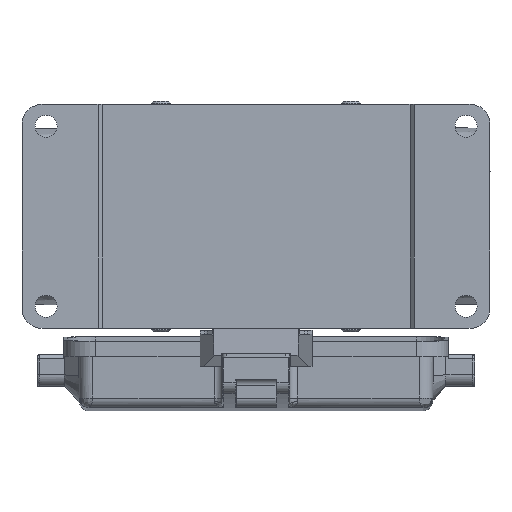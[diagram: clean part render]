
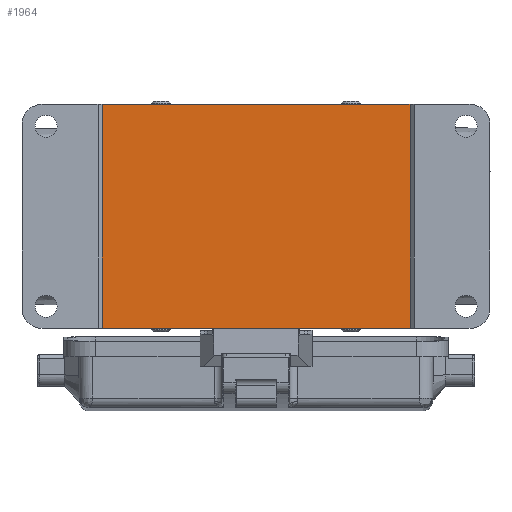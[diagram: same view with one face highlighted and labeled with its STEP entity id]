
A CAD part, front view. The second image highlights one B-rep face of the part: STEP entity #1964.
In plain terms, the highlighted planar face has unit normal (0, -1, 0).
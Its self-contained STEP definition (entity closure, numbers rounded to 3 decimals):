
#1964=ADVANCED_FACE('NONE',(#2943),#2401,.F.);
#2401=PLANE('',#12956);
#2943=FACE_OUTER_BOUND('',#3664,.T.);
#3664=EDGE_LOOP('',(#6248,#6249,#6250,#6251));
#6248=ORIENTED_EDGE('',*,*,#9956,.F.);
#6249=ORIENTED_EDGE('',*,*,#9957,.T.);
#6250=ORIENTED_EDGE('',*,*,#9958,.F.);
#6251=ORIENTED_EDGE('',*,*,#9959,.T.);
#8413=VERTEX_POINT('',#22245);
#8414=VERTEX_POINT('',#22246);
#8415=VERTEX_POINT('',#22248);
#8416=VERTEX_POINT('',#22250);
#9956=EDGE_CURVE('NONE',#8413,#8414,#11113,.T.);
#9957=EDGE_CURVE('NONE',#8413,#8415,#11114,.T.);
#9958=EDGE_CURVE('NONE',#8416,#8415,#11115,.T.);
#9959=EDGE_CURVE('NONE',#8416,#8414,#11116,.T.);
#11113=LINE('',#22244,#11967);
#11114=LINE('',#22247,#11968);
#11115=LINE('',#22249,#11969);
#11116=LINE('',#22251,#11970);
#11967=VECTOR('',#15406,1.);
#11968=VECTOR('',#15407,1.);
#11969=VECTOR('',#15408,1.);
#11970=VECTOR('',#15409,1.);
#12956=AXIS2_PLACEMENT_3D('',#22252,#15410,#15411);
#15406=DIRECTION('',(1.,0.,0.));
#15407=DIRECTION('',(0.,0.,-1.));
#15408=DIRECTION('',(-1.,0.,0.));
#15409=DIRECTION('',(0.,0.,1.));
#15410=DIRECTION('',(0.,1.,0.));
#15411=DIRECTION('',(0.,0.,1.));
#22244=CARTESIAN_POINT('',(-58.5,-23.,28.));
#22245=CARTESIAN_POINT('',(-38.5,-23.,28.));
#22246=CARTESIAN_POINT('',(38.5,-23.,28.));
#22247=CARTESIAN_POINT('',(-38.5,-23.,33.6));
#22248=CARTESIAN_POINT('',(-38.5,-23.,-28.));
#22249=CARTESIAN_POINT('',(58.5,-23.,-28.));
#22250=CARTESIAN_POINT('',(38.5,-23.,-28.));
#22251=CARTESIAN_POINT('',(38.5,-23.,33.6));
#22252=CARTESIAN_POINT('',(38.5,-23.,33.6));
